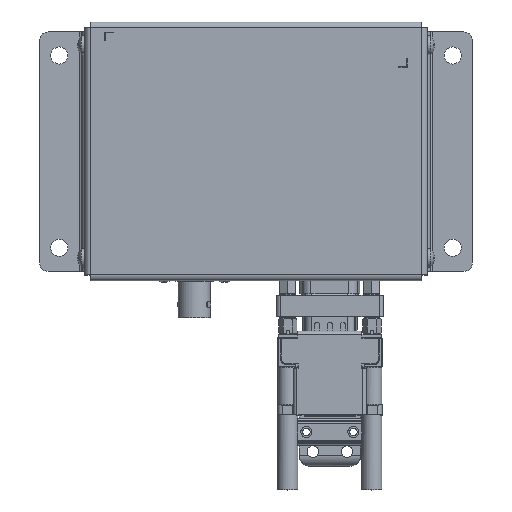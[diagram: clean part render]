
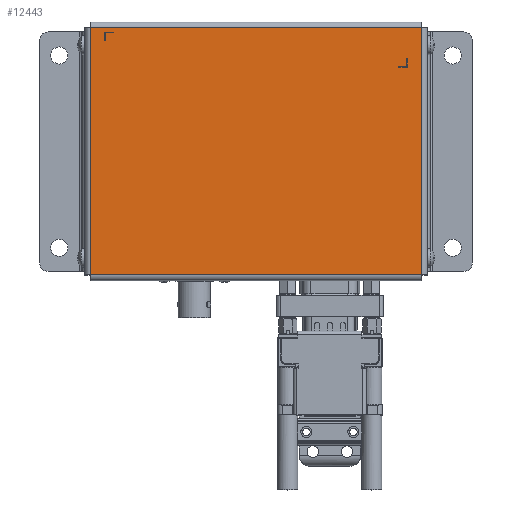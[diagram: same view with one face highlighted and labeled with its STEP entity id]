
A CAD part, top view. The second image highlights one B-rep face of the part: STEP entity #12443.
In plain terms, the highlighted planar face has unit normal (0, 0, 1).
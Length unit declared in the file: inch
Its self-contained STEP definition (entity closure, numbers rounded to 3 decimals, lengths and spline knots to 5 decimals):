
#249 = ORIENTED_EDGE ( 'NONE', *, *, #16051, .F. ) ;
#493 = CARTESIAN_POINT ( 'NONE',  ( 1.41316, -1.55403, 5.971 ) ) ;
#671 = DIRECTION ( 'NONE',  ( 0., -1., 0. ) ) ;
#1036 = DIRECTION ( 'NONE',  ( -1., 0., 0. ) ) ;
#1162 = VERTEX_POINT ( 'NONE', #22561 ) ;
#1225 = VERTEX_POINT ( 'NONE', #12520 ) ;
#1269 = LINE ( 'NONE', #7089, #19407 ) ;
#1471 = CARTESIAN_POINT ( 'NONE',  ( 1.44216, 1.33597, 5.971 ) ) ;
#1490 = ORIENTED_EDGE ( 'NONE', *, *, #4232, .F. ) ;
#1662 = VERTEX_POINT ( 'NONE', #19386 ) ;
#1804 = CARTESIAN_POINT ( 'NONE',  ( -2.19284, 1.28597, 5.971 ) ) ;
#1940 = ORIENTED_EDGE ( 'NONE', *, *, #2547, .T. ) ;
#2194 = CARTESIAN_POINT ( 'NONE',  ( 1.24716, 0.97597, 5.971 ) ) ;
#2382 = LINE ( 'NONE', #12421, #21274 ) ;
#2547 = EDGE_CURVE ( 'NONE', #16038, #19904, #25855, .T. ) ;
#2576 = VECTOR ( 'NONE', #20793, 39.37008 ) ;
#2603 = EDGE_LOOP ( 'NONE', ( #12846, #1490, #21834, #13146, #9462, #23751 ) ) ;
#2658 = LINE ( 'NONE', #17219, #9043 ) ;
#3339 = EDGE_CURVE ( 'NONE', #16214, #12684, #2658, .T. ) ;
#3342 = VERTEX_POINT ( 'NONE', #12477 ) ;
#3391 = EDGE_CURVE ( 'NONE', #19904, #24769, #7536, .T. ) ;
#3575 = ORIENTED_EDGE ( 'NONE', *, *, #3339, .F. ) ;
#3776 = ORIENTED_EDGE ( 'NONE', *, *, #9054, .F. ) ;
#3876 = DIRECTION ( 'NONE',  ( -1., 0., 0. ) ) ;
#4033 = DIRECTION ( 'NONE',  ( 1., 0., 0. ) ) ;
#4204 = DIRECTION ( 'NONE',  ( -1., 0., 0. ) ) ;
#4232 = EDGE_CURVE ( 'NONE', #9840, #1225, #23763, .T. ) ;
#4837 = EDGE_CURVE ( 'NONE', #13898, #16214, #27834, .T. ) ;
#5637 = CARTESIAN_POINT ( 'NONE',  ( -2.19284, 1.28097, 5.971 ) ) ;
#5883 = LINE ( 'NONE', #1471, #17704 ) ;
#6140 = DIRECTION ( 'NONE',  ( 0., -1., 0. ) ) ;
#6443 = EDGE_CURVE ( 'NONE', #21292, #13898, #10697, .T. ) ;
#6975 = ORIENTED_EDGE ( 'NONE', *, *, #4837, .F. ) ;
#7054 = CARTESIAN_POINT ( 'NONE',  ( -2.48884, -1.55403, 5.971 ) ) ;
#7089 = CARTESIAN_POINT ( 'NONE',  ( -2.29284, 1.28597, 5.971 ) ) ;
#7203 = CARTESIAN_POINT ( 'NONE',  ( -2.48884, -1.57803, 5.971 ) ) ;
#7445 = FACE_OUTER_BOUND ( 'NONE', #29500, .T. ) ;
#7536 = LINE ( 'NONE', #29294, #26445 ) ;
#7692 = DIRECTION ( 'NONE',  ( 0., 1., 0. ) ) ;
#7825 = VECTOR ( 'NONE', #20750, 39.37008 ) ;
#8141 = EDGE_CURVE ( 'NONE', #16395, #14701, #30307, .T. ) ;
#8779 = LINE ( 'NONE', #13183, #19818 ) ;
#9029 = CARTESIAN_POINT ( 'NONE',  ( 1.14716, 0.88097, 5.971 ) ) ;
#9043 = VECTOR ( 'NONE', #21996, 39.37008 ) ;
#9054 = EDGE_CURVE ( 'NONE', #12684, #3342, #2382, .T. ) ;
#9057 = CARTESIAN_POINT ( 'NONE',  ( -2.28784, 1.18597, 5.971 ) ) ;
#9462 = ORIENTED_EDGE ( 'NONE', *, *, #16972, .F. ) ;
#9587 = PLANE ( 'NONE',  #27742 ) ;
#9840 = VERTEX_POINT ( 'NONE', #12217 ) ;
#9945 = VECTOR ( 'NONE', #4033, 39.37008 ) ;
#10295 = VECTOR ( 'NONE', #15034, 39.37008 ) ;
#10697 = LINE ( 'NONE', #11109, #9945 ) ;
#10915 = VECTOR ( 'NONE', #1036, 39.37008 ) ;
#11109 = CARTESIAN_POINT ( 'NONE',  ( -2.29284, 1.18597, 5.971 ) ) ;
#11149 = DIRECTION ( 'NONE',  ( 0., 1., 0. ) ) ;
#11276 = CARTESIAN_POINT ( 'NONE',  ( -2.45984, -1.55403, 5.971 ) ) ;
#11884 = CARTESIAN_POINT ( 'NONE',  ( 1.41316, 1.33597, 5.971 ) ) ;
#11944 = DIRECTION ( 'NONE',  ( -1., 0., 0. ) ) ;
#12217 = CARTESIAN_POINT ( 'NONE',  ( 1.24716, 0.87597, 5.971 ) ) ;
#12369 = EDGE_CURVE ( 'NONE', #1225, #16395, #21477, .T. ) ;
#12421 = CARTESIAN_POINT ( 'NONE',  ( -2.19284, 1.28097, 5.971 ) ) ;
#12443 = ADVANCED_FACE ( 'NONE', ( #13736, #19250, #7445 ), #9587, .F. ) ;
#12477 = CARTESIAN_POINT ( 'NONE',  ( -2.19284, 1.28597, 5.971 ) ) ;
#12488 = ORIENTED_EDGE ( 'NONE', *, *, #28008, .T. ) ;
#12501 = CARTESIAN_POINT ( 'NONE',  ( 1.24216, 0.97597, 5.971 ) ) ;
#12520 = CARTESIAN_POINT ( 'NONE',  ( 1.24716, 0.97597, 5.971 ) ) ;
#12684 = VERTEX_POINT ( 'NONE', #5637 ) ;
#12693 = CARTESIAN_POINT ( 'NONE',  ( 1.24216, 0.97597, 5.971 ) ) ;
#12846 = ORIENTED_EDGE ( 'NONE', *, *, #12369, .F. ) ;
#13146 = ORIENTED_EDGE ( 'NONE', *, *, #13423, .F. ) ;
#13183 = CARTESIAN_POINT ( 'NONE',  ( -2.45984, 1.33597, 5.971 ) ) ;
#13423 = EDGE_CURVE ( 'NONE', #1662, #19168, #14823, .T. ) ;
#13736 = FACE_BOUND ( 'NONE', #13982, .T. ) ;
#13898 = VERTEX_POINT ( 'NONE', #29715 ) ;
#13982 = EDGE_LOOP ( 'NONE', ( #249, #3776, #3575, #6975, #23209, #20163 ) ) ;
#14701 = VERTEX_POINT ( 'NONE', #22013 ) ;
#14823 = LINE ( 'NONE', #9029, #7825 ) ;
#15034 = DIRECTION ( 'NONE',  ( 1., 0., 0. ) ) ;
#15139 = VERTEX_POINT ( 'NONE', #21740 ) ;
#15234 = CARTESIAN_POINT ( 'NONE',  ( 1.24216, 0.88097, 5.971 ) ) ;
#16038 = VERTEX_POINT ( 'NONE', #11276 ) ;
#16051 = EDGE_CURVE ( 'NONE', #3342, #1162, #23914, .T. ) ;
#16214 = VERTEX_POINT ( 'NONE', #16712 ) ;
#16395 = VERTEX_POINT ( 'NONE', #12693 ) ;
#16707 = EDGE_CURVE ( 'NONE', #1162, #21292, #1269, .T. ) ;
#16712 = CARTESIAN_POINT ( 'NONE',  ( -2.28784, 1.28097, 5.971 ) ) ;
#16972 = EDGE_CURVE ( 'NONE', #14701, #1662, #23482, .T. ) ;
#17219 = CARTESIAN_POINT ( 'NONE',  ( -2.28784, 1.28097, 5.971 ) ) ;
#17618 = VECTOR ( 'NONE', #4204, 39.37008 ) ;
#17650 = VECTOR ( 'NONE', #671, 39.37008 ) ;
#17704 = VECTOR ( 'NONE', #3876, 39.37008 ) ;
#18745 = DIRECTION ( 'NONE',  ( -1., 0., 0. ) ) ;
#18825 = CARTESIAN_POINT ( 'NONE',  ( 1.14716, 0.87597, 5.971 ) ) ;
#18951 = DIRECTION ( 'NONE',  ( 0., 0., -1. ) ) ;
#19168 = VERTEX_POINT ( 'NONE', #18825 ) ;
#19250 = FACE_BOUND ( 'NONE', #2603, .T. ) ;
#19386 = CARTESIAN_POINT ( 'NONE',  ( 1.14716, 0.88097, 5.971 ) ) ;
#19407 = VECTOR ( 'NONE', #23630, 39.37008 ) ;
#19488 = VECTOR ( 'NONE', #28389, 39.37008 ) ;
#19818 = VECTOR ( 'NONE', #6140, 39.37008 ) ;
#19904 = VERTEX_POINT ( 'NONE', #493 ) ;
#20163 = ORIENTED_EDGE ( 'NONE', *, *, #16707, .F. ) ;
#20465 = ORIENTED_EDGE ( 'NONE', *, *, #3391, .T. ) ;
#20750 = DIRECTION ( 'NONE',  ( 0., -1., 0. ) ) ;
#20793 = DIRECTION ( 'NONE',  ( 0., 1., 0. ) ) ;
#21274 = VECTOR ( 'NONE', #7692, 39.37008 ) ;
#21292 = VERTEX_POINT ( 'NONE', #21814 ) ;
#21477 = LINE ( 'NONE', #2194, #22262 ) ;
#21511 = ORIENTED_EDGE ( 'NONE', *, *, #30247, .T. ) ;
#21740 = CARTESIAN_POINT ( 'NONE',  ( -2.45984, 1.33597, 5.971 ) ) ;
#21814 = CARTESIAN_POINT ( 'NONE',  ( -2.29284, 1.18597, 5.971 ) ) ;
#21834 = ORIENTED_EDGE ( 'NONE', *, *, #21846, .F. ) ;
#21846 = EDGE_CURVE ( 'NONE', #19168, #9840, #22876, .T. ) ;
#21996 = DIRECTION ( 'NONE',  ( 1., 0., 0. ) ) ;
#22013 = CARTESIAN_POINT ( 'NONE',  ( 1.24216, 0.88097, 5.971 ) ) ;
#22200 = DIRECTION ( 'NONE',  ( 0., 1., 0. ) ) ;
#22262 = VECTOR ( 'NONE', #18745, 39.37008 ) ;
#22561 = CARTESIAN_POINT ( 'NONE',  ( -2.29284, 1.28597, 5.971 ) ) ;
#22876 = LINE ( 'NONE', #26870, #10295 ) ;
#23209 = ORIENTED_EDGE ( 'NONE', *, *, #6443, .F. ) ;
#23482 = LINE ( 'NONE', #15234, #10915 ) ;
#23630 = DIRECTION ( 'NONE',  ( 0., -1., 0. ) ) ;
#23751 = ORIENTED_EDGE ( 'NONE', *, *, #8141, .F. ) ;
#23763 = LINE ( 'NONE', #27710, #30116 ) ;
#23914 = LINE ( 'NONE', #1804, #17618 ) ;
#24769 = VERTEX_POINT ( 'NONE', #11884 ) ;
#25855 = LINE ( 'NONE', #7054, #19488 ) ;
#26445 = VECTOR ( 'NONE', #22200, 39.37008 ) ;
#26870 = CARTESIAN_POINT ( 'NONE',  ( 1.14716, 0.87597, 5.971 ) ) ;
#27710 = CARTESIAN_POINT ( 'NONE',  ( 1.24716, 0.87597, 5.971 ) ) ;
#27742 = AXIS2_PLACEMENT_3D ( 'NONE', #7203, #18951, #11944 ) ;
#27834 = LINE ( 'NONE', #9057, #2576 ) ;
#28008 = EDGE_CURVE ( 'NONE', #24769, #15139, #5883, .T. ) ;
#28389 = DIRECTION ( 'NONE',  ( 1., 0., 0. ) ) ;
#29294 = CARTESIAN_POINT ( 'NONE',  ( 1.41316, -1.55403, 5.971 ) ) ;
#29500 = EDGE_LOOP ( 'NONE', ( #21511, #1940, #20465, #12488 ) ) ;
#29715 = CARTESIAN_POINT ( 'NONE',  ( -2.28784, 1.18597, 5.971 ) ) ;
#30116 = VECTOR ( 'NONE', #11149, 39.37008 ) ;
#30247 = EDGE_CURVE ( 'NONE', #15139, #16038, #8779, .T. ) ;
#30307 = LINE ( 'NONE', #12501, #17650 ) ;
